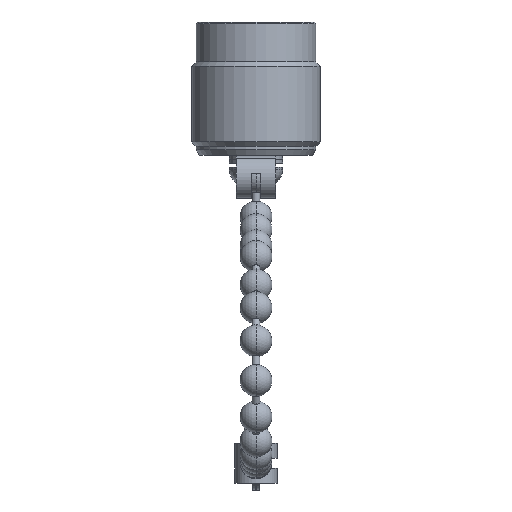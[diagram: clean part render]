
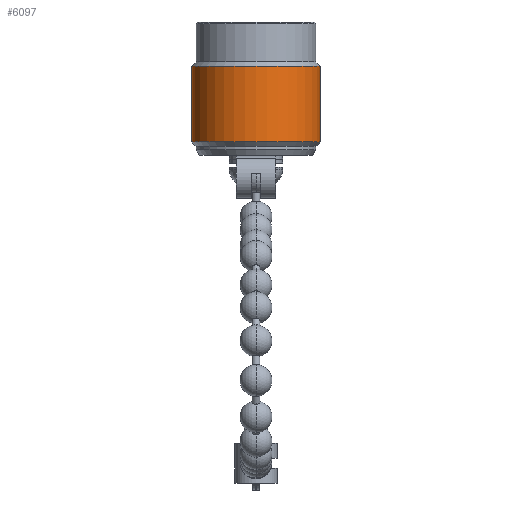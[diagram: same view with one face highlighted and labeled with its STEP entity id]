
A CAD part, front view. The second image highlights one B-rep face of the part: STEP entity #6097.
In plain terms, the highlighted cylindrical face has radius 7.25 mm (diameter 14.5 mm), a partial arc.
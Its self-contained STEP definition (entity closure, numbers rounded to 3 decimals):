
#704 = CARTESIAN_POINT ( 'NONE',  ( -7.25, 0., -5. ) ) ;
#705 = CARTESIAN_POINT ( 'NONE',  ( 7.25, 0., -5. ) ) ;
#722 = DIRECTION ( 'NONE',  ( 0., 0., 1. ) ) ;
#723 = VECTOR ( 'NONE', #722, 1000. ) ;
#727 = LINE ( 'NONE', #729, #723 ) ;
#729 = CARTESIAN_POINT ( 'NONE',  ( -7.25, 0., 0. ) ) ;
#771 = DIRECTION ( 'NONE',  ( 0., 0., 1. ) ) ;
#772 = VECTOR ( 'NONE', #771, 1000. ) ;
#780 = CARTESIAN_POINT ( 'NONE',  ( 7.25, 0., 0. ) ) ;
#781 = LINE ( 'NONE', #780, #772 ) ;
#1194 = FACE_OUTER_BOUND ( 'NONE', #6042, .T. ) ;
#1258 = DIRECTION ( 'NONE',  ( 1., 0., 0. ) ) ;
#1259 = DIRECTION ( 'NONE',  ( 0., 0., 1. ) ) ;
#1260 = CARTESIAN_POINT ( 'NONE',  ( 0., 0., -13.5 ) ) ;
#1261 = AXIS2_PLACEMENT_3D ( 'NONE', #1260, #1259, #1258 ) ;
#1265 = DIRECTION ( 'NONE',  ( 1., 0., 0. ) ) ;
#1266 = DIRECTION ( 'NONE',  ( 0., 0., 1. ) ) ;
#1267 = CARTESIAN_POINT ( 'NONE',  ( 0., 0., 0. ) ) ;
#1268 = AXIS2_PLACEMENT_3D ( 'NONE', #1267, #1266, #1265 ) ;
#1274 = CIRCLE ( 'NONE', #1261, 7.25 ) ;
#1276 = CYLINDRICAL_SURFACE ( 'NONE', #1268, 7.25 ) ;
#1319 = DIRECTION ( 'NONE',  ( 1., 0., 0. ) ) ;
#1320 = DIRECTION ( 'NONE',  ( 0., 0., 1. ) ) ;
#1321 = CARTESIAN_POINT ( 'NONE',  ( 0., 0., -5. ) ) ;
#1322 = AXIS2_PLACEMENT_3D ( 'NONE', #1321, #1320, #1319 ) ;
#1323 = CIRCLE ( 'NONE', #1322, 7.25 ) ;
#5880 = VERTEX_POINT ( 'NONE', #10450 ) ;
#5885 = VERTEX_POINT ( 'NONE', #10441 ) ;
#5936 = VERTEX_POINT ( 'NONE', #705 ) ;
#5937 = VERTEX_POINT ( 'NONE', #704 ) ;
#5942 = EDGE_CURVE ( 'NONE', #5880, #5937, #727, .T. ) ;
#5950 = EDGE_CURVE ( 'NONE', #5885, #5936, #781, .T. ) ;
#6042 = EDGE_LOOP ( 'NONE', ( #6046, #6101, #6109, #6103 ) ) ;
#6046 = ORIENTED_EDGE ( 'NONE', *, *, #5942, .F. ) ;
#6097 = ADVANCED_FACE ( 'NONE', ( #1194 ), #1276, .T. ) ;
#6098 = EDGE_CURVE ( 'NONE', #5880, #5885, #1274, .T. ) ;
#6101 = ORIENTED_EDGE ( 'NONE', *, *, #6098, .T. ) ;
#6103 = ORIENTED_EDGE ( 'NONE', *, *, #6116, .F. ) ;
#6109 = ORIENTED_EDGE ( 'NONE', *, *, #5950, .T. ) ;
#6116 = EDGE_CURVE ( 'NONE', #5937, #5936, #1323, .T. ) ;
#10441 = CARTESIAN_POINT ( 'NONE',  ( 7.25, 0., -13.5 ) ) ;
#10450 = CARTESIAN_POINT ( 'NONE',  ( -7.25, 0., -13.5 ) ) ;
